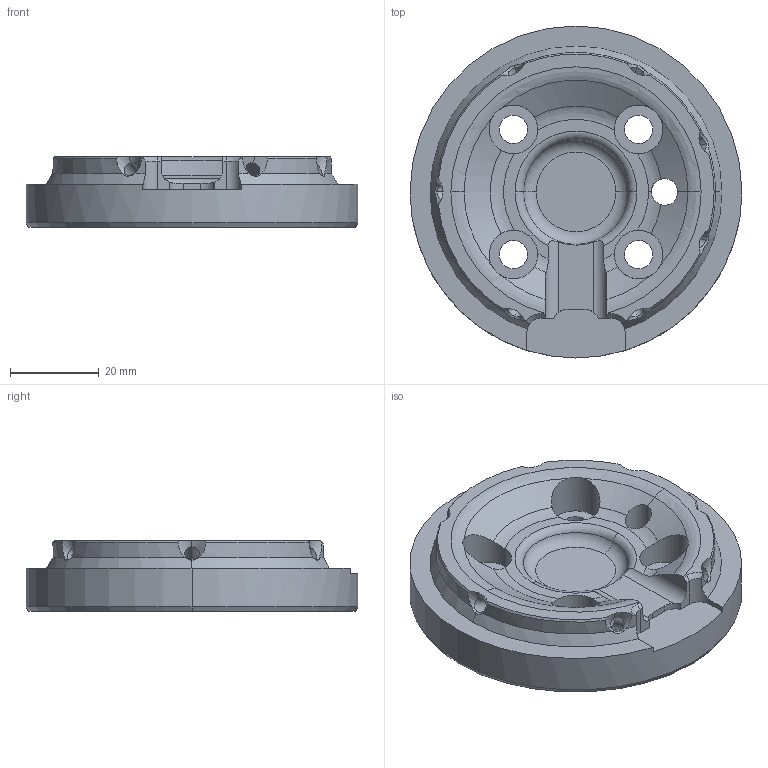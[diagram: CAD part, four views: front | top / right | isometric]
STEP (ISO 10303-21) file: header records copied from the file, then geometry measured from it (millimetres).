
FILE_DESCRIPTION (( 'STEP AP214' ), '1' );
FILE_NAME ('G-064-COUPLING_G-40-4M6-1D6.STEP', '2016-01-12T20:38:44', ( '' ), ( '' ), 'SwSTEP 2.0', 'SolidWorks 2013', '' );
FILE_SCHEMA (( 'AUTOMOTIVE_DESIGN' ));
Length unit declared in the file: millimetre
Products named in the file (1): G-064-COUPLING_G-40-4M6-1D6
Bounding box: 75 x 75 x 16 mm (x, y, z)
Volume: 42430.4 mm3; surface area: 14365.4 mm2
Topology: 1 solids, 1 shells, 136 faces, 382 edges, 234 vertices
Faces by surface type: cylinder 51, cone 51, plane 21, torus 13
Entity records: 5291 total; most frequent: CARTESIAN_POINT 1577, ORIENTED_EDGE 736, DIRECTION 688, EDGE_CURVE 368, AXIS2_PLACEMENT_3D 289, VERTEX_POINT 234, CIRCLE 152, EDGE_LOOP 146
